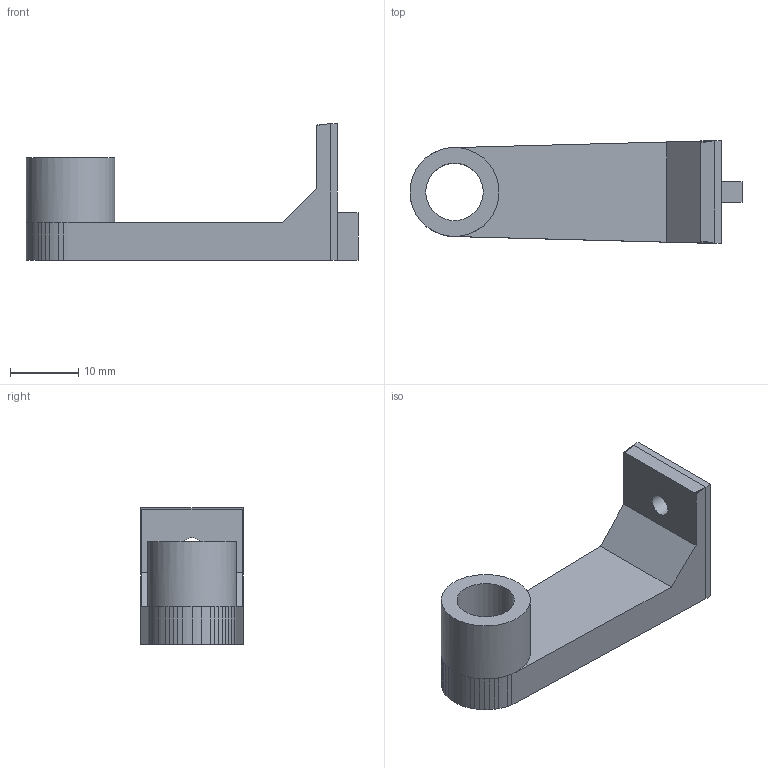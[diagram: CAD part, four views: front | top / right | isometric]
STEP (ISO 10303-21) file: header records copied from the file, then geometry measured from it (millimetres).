
FILE_DESCRIPTION(('FreeCAD Model'),'2;1');
FILE_NAME('spool-holder-clamp-15x15-x2 .step' ,'2019-07-20T09:41:09',('Author'),(''), 'Open CASCADE STEP processor 6.8','FreeCAD','Unknown');
FILE_SCHEMA(('AUTOMOTIVE_DESIGN_CC2 { 1 2 10303 214 -1 1 5 4 }'));
Length unit declared in the file: millimetre
Products named in the file (2): ASSEMBLY; spool-holder-clamp
Assembly tree (1 placements, depth 2):
  ASSEMBLY
    spool-holder-clamp
Bounding box: 48.5 x 15 x 20 mm (x, y, z)
Volume: 4674 mm3; surface area: 3095.6 mm2
Topology: 1 solids, 1 shells, 103 faces, 241 edges, 140 vertices
Faces by surface type: plane 100, cylinder 3
Full cylindrical faces by diameter (mm): 3.2 x1, 8.4 x1, 13 x1
Entity records: 5885 total; most frequent: CARTESIAN_POINT 1198, DIRECTION 789, ORIENTED_EDGE 482, PCURVE 482, DEFINITIONAL_REPRESENTATION 482, LINE 475, VECTOR 475, EDGE_CURVE 241
